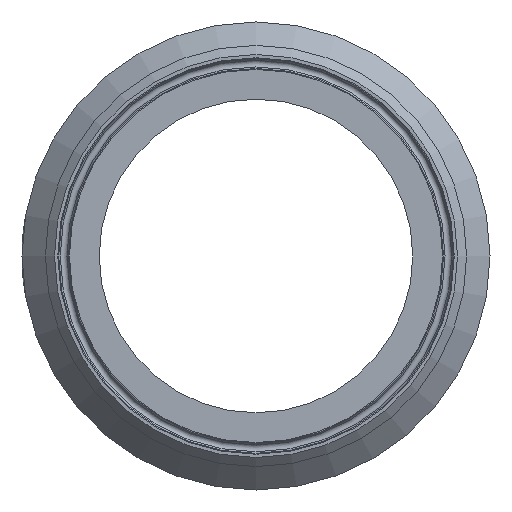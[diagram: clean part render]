
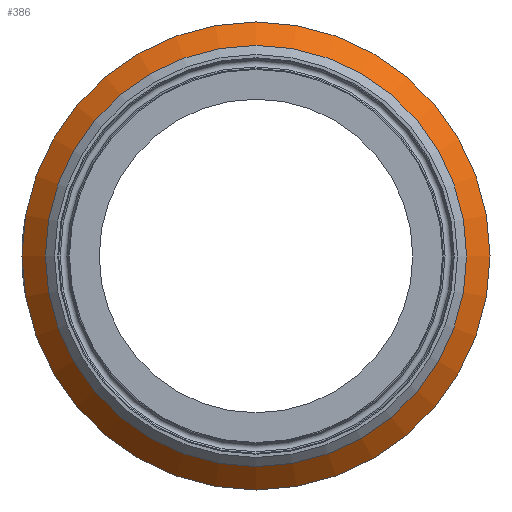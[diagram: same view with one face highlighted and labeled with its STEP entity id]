
A CAD part, left-side view. The second image highlights one B-rep face of the part: STEP entity #386.
In plain terms, the highlighted conical face has half-angle 45 degrees and reference radius 42.75 mm.
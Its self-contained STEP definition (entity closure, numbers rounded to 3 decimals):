
#35=CONICAL_SURFACE('',#432,42.75,45.);
#60=FACE_BOUND('',#135,.T.);
#91=FACE_OUTER_BOUND('',#134,.T.);
#134=EDGE_LOOP('',(#316));
#135=EDGE_LOOP('',(#317));
#190=CIRCLE('',#428,45.);
#193=CIRCLE('',#433,40.5);
#222=VERTEX_POINT('',#634);
#233=VERTEX_POINT('',#730);
#260=EDGE_CURVE('',#222,#222,#190,.T.);
#271=EDGE_CURVE('',#233,#233,#193,.T.);
#316=ORIENTED_EDGE('',*,*,#271,.T.);
#317=ORIENTED_EDGE('',*,*,#260,.F.);
#386=ADVANCED_FACE('',(#91,#60),#35,.T.);
#428=AXIS2_PLACEMENT_3D('',#635,#510,#511);
#432=AXIS2_PLACEMENT_3D('',#729,#518,#519);
#433=AXIS2_PLACEMENT_3D('',#731,#520,#521);
#510=DIRECTION('center_axis',(1.,0.,0.));
#511=DIRECTION('ref_axis',(0.,1.,0.));
#518=DIRECTION('center_axis',(1.,0.,0.));
#519=DIRECTION('ref_axis',(0.,1.,0.));
#520=DIRECTION('center_axis',(1.,0.,0.));
#521=DIRECTION('ref_axis',(0.,1.,0.));
#634=CARTESIAN_POINT('',(-7.5,45.,0.));
#635=CARTESIAN_POINT('Origin',(-7.5,0.,0.));
#729=CARTESIAN_POINT('Origin',(-9.75,0.,0.));
#730=CARTESIAN_POINT('',(-12.,40.5,0.));
#731=CARTESIAN_POINT('Origin',(-12.,0.,0.));
